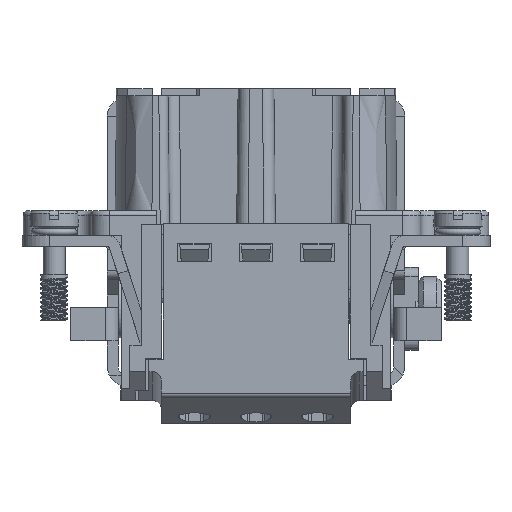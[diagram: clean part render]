
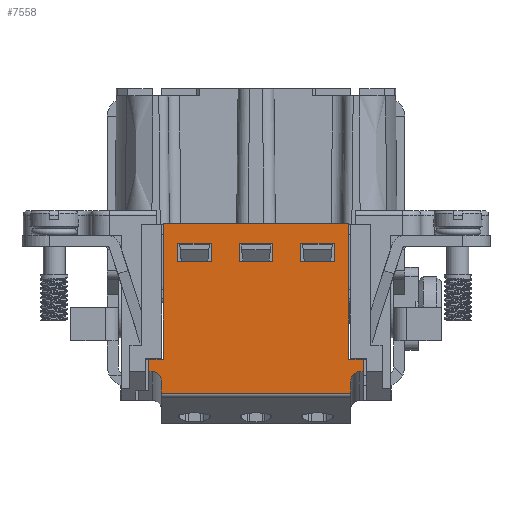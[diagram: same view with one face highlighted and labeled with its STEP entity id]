
A CAD part, front view. The second image highlights one B-rep face of the part: STEP entity #7558.
In plain terms, the highlighted planar face has unit normal (0, -1, 0).
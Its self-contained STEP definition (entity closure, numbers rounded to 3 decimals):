
#1007=ELLIPSE('',#59803,1.07,1.);
#1011=ELLIPSE('',#59810,1.07,1.);
#7558=ADVANCED_FACE('',(#9985,#9986,#9987,#9988),#9584,.T.);
#9584=PLANE('',#60505);
#9985=FACE_BOUND('',#12776,.T.);
#9986=FACE_BOUND('',#12777,.T.);
#9987=FACE_BOUND('',#12778,.T.);
#9988=FACE_BOUND('',#12779,.T.);
#12776=EDGE_LOOP('',(#29230,#29231,#29232,#29233));
#12777=EDGE_LOOP('',(#29234,#29235,#29236,#29237));
#12778=EDGE_LOOP('',(#29238,#29239,#29240,#29241));
#12779=EDGE_LOOP('',(#29242,#29243,#29244,#29245,#29246,#29247,#29248,#29249,
#29250,#29251,#29252,#29253,#29254,#29255));
#29230=ORIENTED_EDGE('',*,*,#44483,.T.);
#29231=ORIENTED_EDGE('',*,*,#44484,.T.);
#29232=ORIENTED_EDGE('',*,*,#44485,.F.);
#29233=ORIENTED_EDGE('',*,*,#44486,.T.);
#29234=ORIENTED_EDGE('',*,*,#44487,.T.);
#29235=ORIENTED_EDGE('',*,*,#44488,.T.);
#29236=ORIENTED_EDGE('',*,*,#44489,.F.);
#29237=ORIENTED_EDGE('',*,*,#44490,.T.);
#29238=ORIENTED_EDGE('',*,*,#44491,.T.);
#29239=ORIENTED_EDGE('',*,*,#44492,.T.);
#29240=ORIENTED_EDGE('',*,*,#44493,.F.);
#29241=ORIENTED_EDGE('',*,*,#44494,.T.);
#29242=ORIENTED_EDGE('',*,*,#44075,.T.);
#29243=ORIENTED_EDGE('',*,*,#42789,.T.);
#29244=ORIENTED_EDGE('',*,*,#44234,.F.);
#29245=ORIENTED_EDGE('',*,*,#43880,.T.);
#29246=ORIENTED_EDGE('',*,*,#43889,.F.);
#29247=ORIENTED_EDGE('',*,*,#44495,.T.);
#29248=ORIENTED_EDGE('',*,*,#43686,.F.);
#29249=ORIENTED_EDGE('',*,*,#44496,.F.);
#29250=ORIENTED_EDGE('',*,*,#43549,.F.);
#29251=ORIENTED_EDGE('',*,*,#43546,.F.);
#29252=ORIENTED_EDGE('',*,*,#43515,.F.);
#29253=ORIENTED_EDGE('',*,*,#42799,.T.);
#29254=ORIENTED_EDGE('',*,*,#43538,.T.);
#29255=ORIENTED_EDGE('',*,*,#43617,.F.);
#35153=VERTEX_POINT('',#106780);
#35154=VERTEX_POINT('',#106781);
#35161=VERTEX_POINT('',#106801);
#35162=VERTEX_POINT('',#106802);
#35637=VERTEX_POINT('',#109094);
#35653=VERTEX_POINT('',#109138);
#35660=VERTEX_POINT('',#109157);
#35661=VERTEX_POINT('',#109161);
#35713=VERTEX_POINT('',#109289);
#35780=VERTEX_POINT('',#109427);
#35782=VERTEX_POINT('',#109430);
#35902=VERTEX_POINT('',#109809);
#35903=VERTEX_POINT('',#109810);
#35910=VERTEX_POINT('',#109826);
#36247=VERTEX_POINT('',#111263);
#36248=VERTEX_POINT('',#111264);
#36249=VERTEX_POINT('',#111266);
#36250=VERTEX_POINT('',#111268);
#36251=VERTEX_POINT('',#111271);
#36252=VERTEX_POINT('',#111272);
#36253=VERTEX_POINT('',#111274);
#36254=VERTEX_POINT('',#111276);
#36255=VERTEX_POINT('',#111279);
#36256=VERTEX_POINT('',#111280);
#36257=VERTEX_POINT('',#111282);
#36258=VERTEX_POINT('',#111284);
#42789=EDGE_CURVE('',#35153,#35154,#1007,.T.);
#42799=EDGE_CURVE('',#35161,#35162,#1011,.T.);
#43515=EDGE_CURVE('',#35161,#35637,#49637,.T.);
#43538=EDGE_CURVE('',#35162,#35653,#49658,.T.);
#43546=EDGE_CURVE('',#35637,#35660,#49666,.T.);
#43549=EDGE_CURVE('',#35660,#35661,#49669,.T.);
#43617=EDGE_CURVE('',#35713,#35653,#49736,.T.);
#43686=EDGE_CURVE('',#35780,#35782,#49789,.T.);
#43880=EDGE_CURVE('',#35902,#35903,#49982,.T.);
#43889=EDGE_CURVE('',#35910,#35903,#49991,.T.);
#44075=EDGE_CURVE('',#35713,#35153,#50169,.T.);
#44234=EDGE_CURVE('',#35902,#35154,#50280,.T.);
#44483=EDGE_CURVE('',#36247,#36248,#50481,.T.);
#44484=EDGE_CURVE('',#36248,#36249,#50482,.T.);
#44485=EDGE_CURVE('',#36250,#36249,#50483,.T.);
#44486=EDGE_CURVE('',#36250,#36247,#50484,.T.);
#44487=EDGE_CURVE('',#36251,#36252,#50485,.T.);
#44488=EDGE_CURVE('',#36252,#36253,#50486,.T.);
#44489=EDGE_CURVE('',#36254,#36253,#50487,.T.);
#44490=EDGE_CURVE('',#36254,#36251,#50488,.T.);
#44491=EDGE_CURVE('',#36255,#36256,#50489,.T.);
#44492=EDGE_CURVE('',#36256,#36257,#50490,.T.);
#44493=EDGE_CURVE('',#36258,#36257,#50491,.T.);
#44494=EDGE_CURVE('',#36258,#36255,#50492,.T.);
#44495=EDGE_CURVE('',#35910,#35782,#50493,.T.);
#44496=EDGE_CURVE('',#35661,#35780,#50494,.T.);
#49637=LINE('',#109093,#55614);
#49658=LINE('',#109139,#55635);
#49666=LINE('',#109156,#55643);
#49669=LINE('',#109162,#55646);
#49736=LINE('',#109290,#55713);
#49789=LINE('',#109429,#55766);
#49982=LINE('',#109808,#55959);
#49991=LINE('',#109827,#55968);
#50169=LINE('',#110179,#56146);
#50280=LINE('',#110683,#56257);
#50481=LINE('',#111262,#56458);
#50482=LINE('',#111265,#56459);
#50483=LINE('',#111267,#56460);
#50484=LINE('',#111269,#56461);
#50485=LINE('',#111270,#56462);
#50486=LINE('',#111273,#56463);
#50487=LINE('',#111275,#56464);
#50488=LINE('',#111277,#56465);
#50489=LINE('',#111278,#56466);
#50490=LINE('',#111281,#56467);
#50491=LINE('',#111283,#56468);
#50492=LINE('',#111285,#56469);
#50493=LINE('',#111286,#56470);
#50494=LINE('',#111287,#56471);
#55614=VECTOR('',#72477,1.);
#55635=VECTOR('',#72514,1.);
#55643=VECTOR('',#72528,1.);
#55646=VECTOR('',#72533,1.);
#55713=VECTOR('',#72618,1.);
#55766=VECTOR('',#72707,1.);
#55959=VECTOR('',#73032,1.);
#55968=VECTOR('',#73043,1.);
#56146=VECTOR('',#73351,1.);
#56257=VECTOR('',#73624,1.);
#56458=VECTOR('',#74127,1.);
#56459=VECTOR('',#74128,1.);
#56460=VECTOR('',#74129,1.);
#56461=VECTOR('',#74130,1.);
#56462=VECTOR('',#74131,1.);
#56463=VECTOR('',#74132,1.);
#56464=VECTOR('',#74133,1.);
#56465=VECTOR('',#74134,1.);
#56466=VECTOR('',#74135,1.);
#56467=VECTOR('',#74136,1.);
#56468=VECTOR('',#74137,1.);
#56469=VECTOR('',#74138,1.);
#56470=VECTOR('',#74139,1.);
#56471=VECTOR('',#74140,1.);
#59803=AXIS2_PLACEMENT_3D('',#106779,#71302,#71303);
#59810=AXIS2_PLACEMENT_3D('',#106800,#71322,#71323);
#60505=AXIS2_PLACEMENT_3D('',#111288,#74141,#74142);
#71302=DIRECTION('',(0.,1.,0.));
#71303=DIRECTION('',(0.,0.,1.));
#71322=DIRECTION('',(0.,1.,0.));
#71323=DIRECTION('',(0.,0.,-1.));
#72477=DIRECTION('',(-1.,0.,0.));
#72514=DIRECTION('',(0.,0.,-1.));
#72528=DIRECTION('',(0.,0.,1.));
#72533=DIRECTION('',(1.,0.,0.));
#72618=DIRECTION('',(-1.,0.,0.));
#72707=DIRECTION('',(1.,0.,0.));
#73032=DIRECTION('',(0.,0.,1.));
#73043=DIRECTION('',(1.,0.,0.));
#73351=DIRECTION('',(0.,0.,1.));
#73624=DIRECTION('',(-1.,0.,0.));
#74127=DIRECTION('',(0.,0.,1.));
#74128=DIRECTION('',(1.,0.,0.));
#74129=DIRECTION('',(0.,0.,1.));
#74130=DIRECTION('',(-1.,0.,0.));
#74131=DIRECTION('',(0.,0.,1.));
#74132=DIRECTION('',(1.,0.,0.));
#74133=DIRECTION('',(0.,0.,1.));
#74134=DIRECTION('',(-1.,0.,0.));
#74135=DIRECTION('',(0.,0.,1.));
#74136=DIRECTION('',(1.,0.,0.));
#74137=DIRECTION('',(0.,0.,1.));
#74138=DIRECTION('',(-1.,0.,0.));
#74139=DIRECTION('',(0.,0.,1.));
#74140=DIRECTION('',(0.,0.,1.));
#74141=DIRECTION('',(0.,-1.,0.));
#74142=DIRECTION('',(1.,0.,0.));
#106779=CARTESIAN_POINT('',(11.3,-16.9,-32.02));
#106780=CARTESIAN_POINT('',(10.3,-16.9,-32.02));
#106781=CARTESIAN_POINT('',(11.3,-16.9,-30.95));
#106800=CARTESIAN_POINT('',(-11.3,-16.9,-32.02));
#106801=CARTESIAN_POINT('',(-11.3,-16.9,-30.95));
#106802=CARTESIAN_POINT('',(-10.3,-16.9,-32.02));
#109093=CARTESIAN_POINT('',(36.9,-16.9,-30.95));
#109094=CARTESIAN_POINT('',(-11.7,-16.9,-30.95));
#109138=CARTESIAN_POINT('',(-10.3,-16.9,-33.301));
#109139=CARTESIAN_POINT('',(-10.3,-16.9,23.4));
#109156=CARTESIAN_POINT('',(-11.7,-16.9,23.4));
#109157=CARTESIAN_POINT('',(-11.7,-16.9,-29.6));
#109161=CARTESIAN_POINT('',(-10.1,-16.9,-29.6));
#109162=CARTESIAN_POINT('',(70.4,-16.9,-29.6));
#109289=CARTESIAN_POINT('',(10.3,-16.9,-33.301));
#109290=CARTESIAN_POINT('',(36.9,-16.9,-33.301));
#109427=CARTESIAN_POINT('',(-10.1,-16.9,-14.8));
#109429=CARTESIAN_POINT('',(-67.45,-16.9,-14.8));
#109430=CARTESIAN_POINT('',(10.1,-16.9,-14.8));
#109808=CARTESIAN_POINT('',(11.7,-16.9,23.4));
#109809=CARTESIAN_POINT('',(11.7,-16.9,-30.95));
#109810=CARTESIAN_POINT('',(11.7,-16.9,-29.6));
#109826=CARTESIAN_POINT('',(10.1,-16.9,-29.6));
#109827=CARTESIAN_POINT('',(10.1,-16.9,-29.6));
#110179=CARTESIAN_POINT('',(10.3,-16.9,23.4));
#110683=CARTESIAN_POINT('',(36.9,-16.9,-30.95));
#111262=CARTESIAN_POINT('',(-8.55,-16.9,-17.));
#111263=CARTESIAN_POINT('',(-8.55,-16.9,-19.));
#111264=CARTESIAN_POINT('',(-8.55,-16.9,-17.));
#111265=CARTESIAN_POINT('',(-6.7,-16.9,-17.));
#111266=CARTESIAN_POINT('',(-4.85,-16.9,-17.));
#111267=CARTESIAN_POINT('',(-4.85,-16.9,-17.));
#111268=CARTESIAN_POINT('',(-4.85,-16.9,-19.));
#111269=CARTESIAN_POINT('',(-6.7,-16.9,-19.));
#111270=CARTESIAN_POINT('',(4.85,-16.9,-17.));
#111271=CARTESIAN_POINT('',(4.85,-16.9,-19.));
#111272=CARTESIAN_POINT('',(4.85,-16.9,-17.));
#111273=CARTESIAN_POINT('',(6.7,-16.9,-17.));
#111274=CARTESIAN_POINT('',(8.55,-16.9,-17.));
#111275=CARTESIAN_POINT('',(8.55,-16.9,-17.));
#111276=CARTESIAN_POINT('',(8.55,-16.9,-19.));
#111277=CARTESIAN_POINT('',(6.7,-16.9,-19.));
#111278=CARTESIAN_POINT('',(-1.85,-16.9,-17.));
#111279=CARTESIAN_POINT('',(-1.85,-16.9,-19.));
#111280=CARTESIAN_POINT('',(-1.85,-16.9,-17.));
#111281=CARTESIAN_POINT('',(0.,-16.9,-17.));
#111282=CARTESIAN_POINT('',(1.85,-16.9,-17.));
#111283=CARTESIAN_POINT('',(1.85,-16.9,-17.));
#111284=CARTESIAN_POINT('',(1.85,-16.9,-19.));
#111285=CARTESIAN_POINT('',(0.,-16.9,-19.));
#111286=CARTESIAN_POINT('',(10.1,-16.9,23.4));
#111287=CARTESIAN_POINT('',(-10.1,-16.9,23.4));
#111288=CARTESIAN_POINT('',(36.9,-16.9,23.4));
